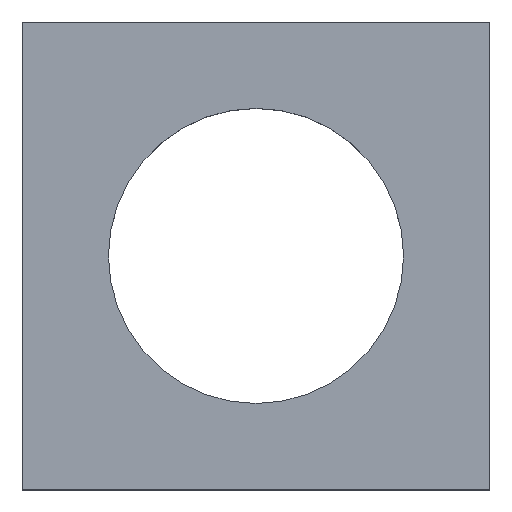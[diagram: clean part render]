
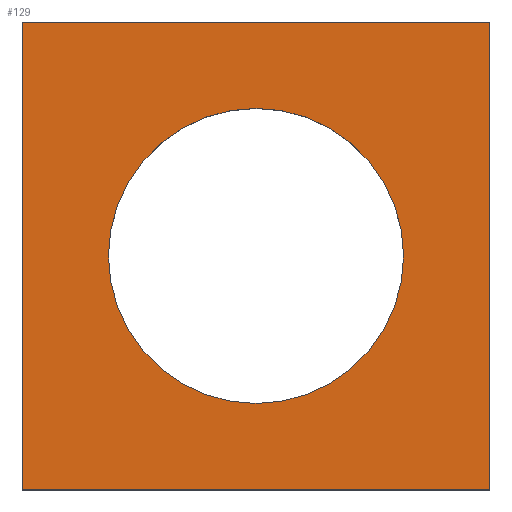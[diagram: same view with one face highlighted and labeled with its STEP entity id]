
A CAD part, top view. The second image highlights one B-rep face of the part: STEP entity #129.
In plain terms, the highlighted planar face has unit normal (0, 0, 1).
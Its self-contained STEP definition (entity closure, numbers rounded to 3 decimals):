
#16=FACE_BOUND('',#38,.T.);
#22=PLANE('',#158);
#29=FACE_OUTER_BOUND('',#37,.T.);
#37=EDGE_LOOP('',(#117,#118,#119,#120));
#38=EDGE_LOOP('',(#121));
#40=LINE('',#202,#53);
#44=LINE('',#210,#57);
#47=LINE('',#216,#60);
#50=LINE('',#221,#63);
#53=VECTOR('',#170,10.);
#57=VECTOR('',#176,10.);
#60=VECTOR('',#181,10.);
#63=VECTOR('',#186,10.);
#66=CIRCLE('',#152,4.1);
#68=VERTEX_POINT('',#196);
#69=VERTEX_POINT('',#200);
#70=VERTEX_POINT('',#201);
#73=VERTEX_POINT('',#209);
#75=VERTEX_POINT('',#215);
#79=EDGE_CURVE('',#68,#68,#66,.T.);
#80=EDGE_CURVE('',#69,#70,#40,.T.);
#84=EDGE_CURVE('',#70,#73,#44,.T.);
#87=EDGE_CURVE('',#73,#75,#47,.T.);
#90=EDGE_CURVE('',#75,#69,#50,.T.);
#117=ORIENTED_EDGE('',*,*,#80,.F.);
#118=ORIENTED_EDGE('',*,*,#90,.F.);
#119=ORIENTED_EDGE('',*,*,#87,.F.);
#120=ORIENTED_EDGE('',*,*,#84,.F.);
#121=ORIENTED_EDGE('',*,*,#79,.T.);
#129=ADVANCED_FACE('',(#29,#16),#22,.T.);
#152=AXIS2_PLACEMENT_3D('',#198,#166,#167);
#158=AXIS2_PLACEMENT_3D('',#224,#190,#191);
#166=DIRECTION('center_axis',(0.,0.,-1.));
#167=DIRECTION('ref_axis',(-1.,0.,0.));
#170=DIRECTION('',(0.,1.,0.));
#176=DIRECTION('',(1.,0.,0.));
#181=DIRECTION('',(0.,-1.,0.));
#186=DIRECTION('',(-1.,0.,0.));
#190=DIRECTION('center_axis',(0.,0.,1.));
#191=DIRECTION('ref_axis',(1.,0.,0.));
#196=CARTESIAN_POINT('',(4.1,0.,2.));
#198=CARTESIAN_POINT('Origin',(0.,0.,2.));
#200=CARTESIAN_POINT('',(-6.5,-6.5,2.));
#201=CARTESIAN_POINT('',(-6.5,6.5,2.));
#202=CARTESIAN_POINT('',(-6.5,6.5,2.));
#209=CARTESIAN_POINT('',(6.5,6.5,2.));
#210=CARTESIAN_POINT('',(6.5,6.5,2.));
#215=CARTESIAN_POINT('',(6.5,-6.5,2.));
#216=CARTESIAN_POINT('',(6.5,-6.5,2.));
#221=CARTESIAN_POINT('',(-6.5,-6.5,2.));
#224=CARTESIAN_POINT('Origin',(0.,0.,
2.));
